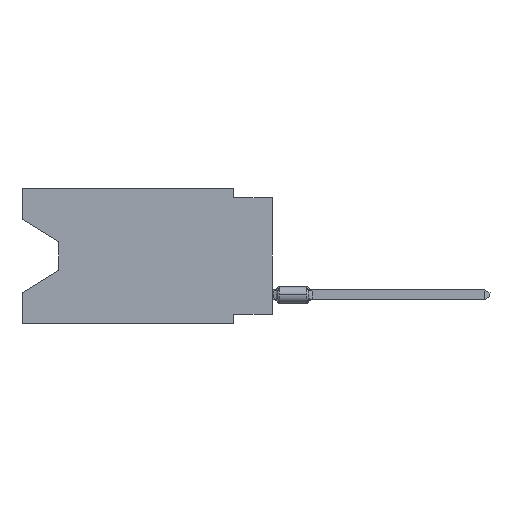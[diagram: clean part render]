
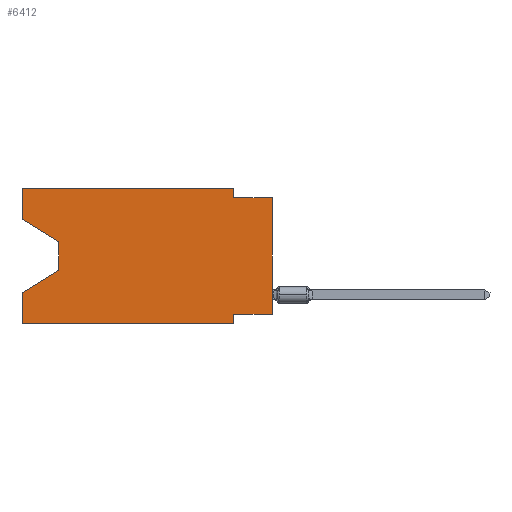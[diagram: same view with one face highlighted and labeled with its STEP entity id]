
A CAD part, left-side view. The second image highlights one B-rep face of the part: STEP entity #6412.
In plain terms, the highlighted planar face has unit normal (-1, 0, 0).
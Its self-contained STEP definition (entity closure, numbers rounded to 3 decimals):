
#95 = VECTOR ( 'NONE', #4717, 1000. ) ;
#202 = CARTESIAN_POINT ( 'NONE',  ( 0., 16.383, 0. ) ) ;
#283 = CARTESIAN_POINT ( 'NONE',  ( 0., 2.54, -8.89 ) ) ;
#461 = DIRECTION ( 'NONE',  ( 0., 0., -1. ) ) ;
#547 = VERTEX_POINT ( 'NONE', #6875 ) ;
#596 = VECTOR ( 'NONE', #8478, 1000. ) ;
#636 = ORIENTED_EDGE ( 'NONE', *, *, #7582, .F. ) ;
#665 = EDGE_CURVE ( 'NONE', #7340, #12495, #9368, .T. ) ;
#831 = VERTEX_POINT ( 'NONE', #12419 ) ;
#1268 = DIRECTION ( 'NONE',  ( 0., 0., 1. ) ) ;
#1493 = LINE ( 'NONE', #283, #596 ) ;
#1787 = CARTESIAN_POINT ( 'NONE',  ( 0., 16.383, -2.038 ) ) ;
#1802 = VERTEX_POINT ( 'NONE', #9566 ) ;
#2347 = ORIENTED_EDGE ( 'NONE', *, *, #13055, .T. ) ;
#2577 = ORIENTED_EDGE ( 'NONE', *, *, #11164, .F. ) ;
#2618 = VERTEX_POINT ( 'NONE', #9612 ) ;
#2634 = VECTOR ( 'NONE', #3094, 1000. ) ;
#3094 = DIRECTION ( 'NONE',  ( 0., -0.855, -0.519 ) ) ;
#3101 = VERTEX_POINT ( 'NONE', #13338 ) ;
#3253 = ORIENTED_EDGE ( 'NONE', *, *, #5131, .T. ) ;
#3261 = CARTESIAN_POINT ( 'NONE',  ( 0., 0., -8.255 ) ) ;
#3704 = LINE ( 'NONE', #8289, #6377 ) ;
#3887 = ORIENTED_EDGE ( 'NONE', *, *, #13608, .T. ) ;
#4146 = CARTESIAN_POINT ( 'NONE',  ( 0., 16.383, -2.038 ) ) ;
#4230 = LINE ( 'NONE', #9795, #14372 ) ;
#4479 = LINE ( 'NONE', #12659, #6488 ) ;
#4526 = EDGE_CURVE ( 'NONE', #3101, #547, #6723, .T. ) ;
#4566 = EDGE_CURVE ( 'NONE', #2618, #8485, #11453, .T. ) ;
#4609 = VERTEX_POINT ( 'NONE', #4852 ) ;
#4717 = DIRECTION ( 'NONE',  ( 0., 0.855, -0.519 ) ) ;
#4785 = CARTESIAN_POINT ( 'NONE',  ( 0., 0., -8.255 ) ) ;
#4800 = EDGE_CURVE ( 'NONE', #6532, #2618, #4230, .T. ) ;
#4847 = EDGE_LOOP ( 'NONE', ( #2347, #7031, #3887, #2577, #7305, #7291, #10717, #3253, #9042, #5909, #11338, #636 ) ) ;
#4852 = CARTESIAN_POINT ( 'NONE',  ( 0., 16.383, -8.89 ) ) ;
#5131 = EDGE_CURVE ( 'NONE', #7340, #1802, #6996, .T. ) ;
#5285 = DIRECTION ( 'NONE',  ( 0., -1., 0. ) ) ;
#5909 = ORIENTED_EDGE ( 'NONE', *, *, #4566, .F. ) ;
#5991 = LINE ( 'NONE', #9377, #95 ) ;
#6244 = VERTEX_POINT ( 'NONE', #8887 ) ;
#6269 = CARTESIAN_POINT ( 'NONE',  ( 0., 2.54, 0. ) ) ;
#6377 = VECTOR ( 'NONE', #12860, 1000. ) ;
#6412 = ADVANCED_FACE ( 'NONE', ( #13081 ), #8583, .F. ) ;
#6450 = VECTOR ( 'NONE', #10405, 1000. ) ;
#6488 = VECTOR ( 'NONE', #7102, 1000. ) ;
#6532 = VERTEX_POINT ( 'NONE', #7736 ) ;
#6723 = LINE ( 'NONE', #12425, #7896 ) ;
#6875 = CARTESIAN_POINT ( 'NONE',  ( 0., 13.97, -5.385 ) ) ;
#6996 = LINE ( 'NONE', #13830, #10763 ) ;
#7031 = ORIENTED_EDGE ( 'NONE', *, *, #4526, .T. ) ;
#7102 = DIRECTION ( 'NONE',  ( 0., -1., 0. ) ) ;
#7291 = ORIENTED_EDGE ( 'NONE', *, *, #8406, .F. ) ;
#7305 = ORIENTED_EDGE ( 'NONE', *, *, #11574, .T. ) ;
#7340 = VERTEX_POINT ( 'NONE', #3261 ) ;
#7582 = EDGE_CURVE ( 'NONE', #12326, #6532, #3704, .T. ) ;
#7628 = CARTESIAN_POINT ( 'NONE',  ( 0., 2.54, -0.635 ) ) ;
#7736 = CARTESIAN_POINT ( 'NONE',  ( 0., 16.383, 0. ) ) ;
#7896 = VECTOR ( 'NONE', #11600, 1000. ) ;
#8099 = LINE ( 'NONE', #202, #10096 ) ;
#8289 = CARTESIAN_POINT ( 'NONE',  ( 0., 16.383, 0. ) ) ;
#8406 = EDGE_CURVE ( 'NONE', #12495, #6244, #1493, .T. ) ;
#8478 = DIRECTION ( 'NONE',  ( 0., 0., -1. ) ) ;
#8485 = VERTEX_POINT ( 'NONE', #7628 ) ;
#8583 = PLANE ( 'NONE',  #10157 ) ;
#8661 = LINE ( 'NONE', #4146, #2634 ) ;
#8887 = CARTESIAN_POINT ( 'NONE',  ( 0., 2.54, -8.89 ) ) ;
#9042 = ORIENTED_EDGE ( 'NONE', *, *, #10968, .F. ) ;
#9327 = DIRECTION ( 'NONE',  ( 0., 0., 1. ) ) ;
#9356 = DIRECTION ( 'NONE',  ( 0., 0., -1. ) ) ;
#9368 = LINE ( 'NONE', #4785, #6450 ) ;
#9377 = CARTESIAN_POINT ( 'NONE',  ( 0., 13.97, -5.385 ) ) ;
#9566 = CARTESIAN_POINT ( 'NONE',  ( 0., 0., -0.635 ) ) ;
#9612 = CARTESIAN_POINT ( 'NONE',  ( 0., 2.54, 0. ) ) ;
#9795 = CARTESIAN_POINT ( 'NONE',  ( 0., 16.383, 0. ) ) ;
#10096 = VECTOR ( 'NONE', #1268, 1000. ) ;
#10157 = AXIS2_PLACEMENT_3D ( 'NONE', #10600, #12859, #461 ) ;
#10405 = DIRECTION ( 'NONE',  ( 0., 1., 0. ) ) ;
#10585 = VECTOR ( 'NONE', #14275, 1000. ) ;
#10600 = CARTESIAN_POINT ( 'NONE',  ( 0., 16.383, 0. ) ) ;
#10717 = ORIENTED_EDGE ( 'NONE', *, *, #665, .F. ) ;
#10763 = VECTOR ( 'NONE', #9327, 1000. ) ;
#10968 = EDGE_CURVE ( 'NONE', #8485, #1802, #13074, .T. ) ;
#11164 = EDGE_CURVE ( 'NONE', #4609, #831, #8099, .T. ) ;
#11338 = ORIENTED_EDGE ( 'NONE', *, *, #4800, .F. ) ;
#11453 = LINE ( 'NONE', #6269, #13420 ) ;
#11574 = EDGE_CURVE ( 'NONE', #4609, #6244, #4479, .T. ) ;
#11600 = DIRECTION ( 'NONE',  ( 0., 0., -1. ) ) ;
#11949 = CARTESIAN_POINT ( 'NONE',  ( 0., 0., -0.635 ) ) ;
#12326 = VERTEX_POINT ( 'NONE', #1787 ) ;
#12419 = CARTESIAN_POINT ( 'NONE',  ( 0., 16.383, -6.852 ) ) ;
#12425 = CARTESIAN_POINT ( 'NONE',  ( 0., 13.97, -3.505 ) ) ;
#12495 = VERTEX_POINT ( 'NONE', #14084 ) ;
#12659 = CARTESIAN_POINT ( 'NONE',  ( 0., 16.383, -8.89 ) ) ;
#12859 = DIRECTION ( 'NONE',  ( 1., 0., 0. ) ) ;
#12860 = DIRECTION ( 'NONE',  ( 0., 0., 1. ) ) ;
#13055 = EDGE_CURVE ( 'NONE', #12326, #3101, #8661, .T. ) ;
#13074 = LINE ( 'NONE', #11949, #10585 ) ;
#13081 = FACE_OUTER_BOUND ( 'NONE', #4847, .T. ) ;
#13338 = CARTESIAN_POINT ( 'NONE',  ( 0., 13.97, -3.505 ) ) ;
#13420 = VECTOR ( 'NONE', #9356, 1000. ) ;
#13608 = EDGE_CURVE ( 'NONE', #547, #831, #5991, .T. ) ;
#13830 = CARTESIAN_POINT ( 'NONE',  ( 0., 0., 0. ) ) ;
#14084 = CARTESIAN_POINT ( 'NONE',  ( 0., 2.54, -8.255 ) ) ;
#14275 = DIRECTION ( 'NONE',  ( 0., -1., 0. ) ) ;
#14372 = VECTOR ( 'NONE', #5285, 1000. ) ;
